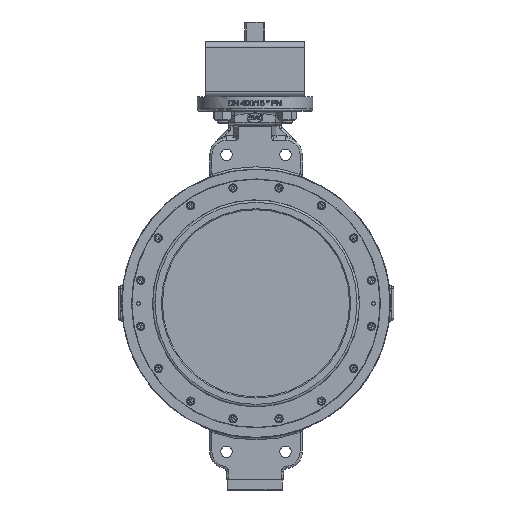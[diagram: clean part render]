
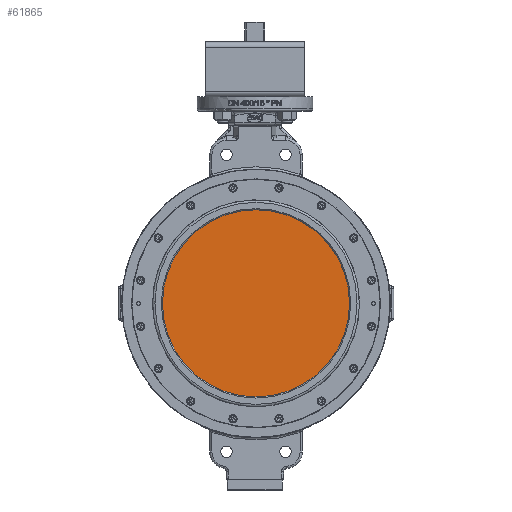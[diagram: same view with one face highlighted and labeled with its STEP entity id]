
A CAD part, front view. The second image highlights one B-rep face of the part: STEP entity #61865.
In plain terms, the highlighted planar face has unit normal (0, -1, 0).
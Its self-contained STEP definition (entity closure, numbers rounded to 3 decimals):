
#61845=CARTESIAN_POINT('',(-170.,-51.,0.));
#61846=VERTEX_POINT('',#61845);
#61847=CARTESIAN_POINT('',(0.,-51.,0.));
#61848=DIRECTION('',(0.0,1.0,0.0));
#61849=DIRECTION('',(-1.0,0.0,0.0));
#61850=AXIS2_PLACEMENT_3D('',#61847,#61848,#61849);
#61851=CIRCLE('',#61850,170.0);
#61852=EDGE_CURVE('',#61846,#61846,#61851,.T.);
#61857=CARTESIAN_POINT('',(-85.,-51.,0.));
#61858=DIRECTION('',(0.0,1.0,0.0));
#61859=DIRECTION('',(0.0,0.0,-1.0));
#61860=AXIS2_PLACEMENT_3D('',#61857,#61858,#61859);
#61861=PLANE('',#61860);
#61862=ORIENTED_EDGE('',*,*,#61852,.F.);
#61863=EDGE_LOOP('',(#61862));
#61864=FACE_OUTER_BOUND('',#61863,.T.);
#61865=ADVANCED_FACE('',(#61864),#61861,.F.);
